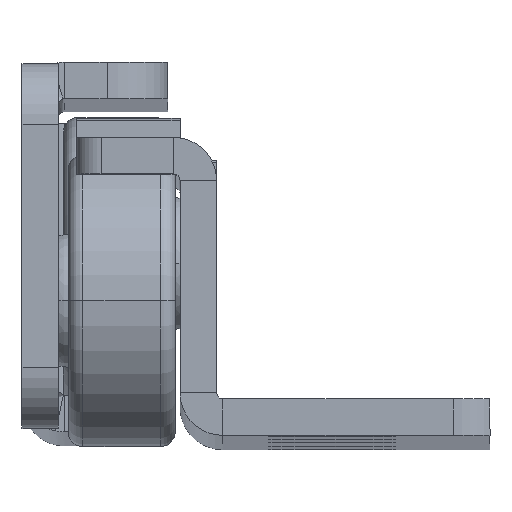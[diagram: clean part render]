
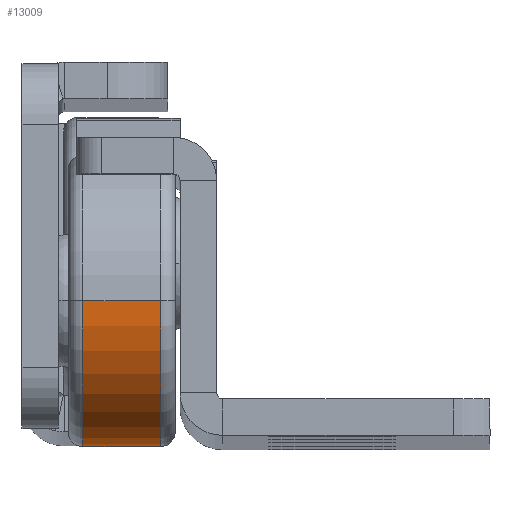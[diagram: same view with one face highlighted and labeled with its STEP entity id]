
A CAD part, top view. The second image highlights one B-rep face of the part: STEP entity #13009.
In plain terms, the highlighted cylindrical face has radius 12 mm (diameter 24 mm), a partial arc.
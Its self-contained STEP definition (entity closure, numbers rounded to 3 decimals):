
#422 = ORIENTED_EDGE ( 'NONE', *, *, #2658, .T. ) ;
#1255 = CARTESIAN_POINT ( 'NONE',  ( 7.6, 0., -12. ) ) ;
#2135 = CARTESIAN_POINT ( 'NONE',  ( 0., 0., -12. ) ) ;
#2366 = AXIS2_PLACEMENT_3D ( 'NONE', #14987, #13337, #13611 ) ;
#2612 = DIRECTION ( 'NONE',  ( -1., 0., 0. ) ) ;
#2658 = EDGE_CURVE ( 'NONE', #18735, #18319, #5112, .T. ) ;
#3374 = LINE ( 'NONE', #6198, #18727 ) ;
#3593 = DIRECTION ( 'NONE',  ( 0., 0., 1. ) ) ;
#4861 = EDGE_CURVE ( 'NONE', #18735, #15150, #3374, .T. ) ;
#5112 = CIRCLE ( 'NONE', #9164, 12. ) ;
#5600 = CARTESIAN_POINT ( 'NONE',  ( 1.2, 0., 12. ) ) ;
#5786 = VECTOR ( 'NONE', #2612, 1000. ) ;
#6198 = CARTESIAN_POINT ( 'NONE',  ( 0., 0., 12. ) ) ;
#6420 = CYLINDRICAL_SURFACE ( 'NONE', #8844, 12. ) ;
#6522 = CARTESIAN_POINT ( 'NONE',  ( 0., 0., 0. ) ) ;
#7751 = EDGE_LOOP ( 'NONE', ( #422, #18182, #15273, #10710 ) ) ;
#8844 = AXIS2_PLACEMENT_3D ( 'NONE', #6522, #18181, #3593 ) ;
#9164 = AXIS2_PLACEMENT_3D ( 'NONE', #9241, #12391, #18362 ) ;
#9237 = DIRECTION ( 'NONE',  ( -1., 0., 0. ) ) ;
#9241 = CARTESIAN_POINT ( 'NONE',  ( 7.6, 0., 0. ) ) ;
#10710 = ORIENTED_EDGE ( 'NONE', *, *, #4861, .F. ) ;
#12391 = DIRECTION ( 'NONE',  ( -1., 0., 0. ) ) ;
#13003 = CIRCLE ( 'NONE', #2366, 12. ) ;
#13009 = ADVANCED_FACE ( 'NONE', ( #13769 ), #6420, .T. ) ;
#13337 = DIRECTION ( 'NONE',  ( -1., 0., 0. ) ) ;
#13611 = DIRECTION ( 'NONE',  ( 0., 0., 1. ) ) ;
#13769 = FACE_OUTER_BOUND ( 'NONE', #7751, .T. ) ;
#14946 = VERTEX_POINT ( 'NONE', #18348 ) ;
#14987 = CARTESIAN_POINT ( 'NONE',  ( 1.2, 0., 0. ) ) ;
#15150 = VERTEX_POINT ( 'NONE', #5600 ) ;
#15202 = CARTESIAN_POINT ( 'NONE',  ( 7.6, 0., 12. ) ) ;
#15273 = ORIENTED_EDGE ( 'NONE', *, *, #17383, .F. ) ;
#16868 = EDGE_CURVE ( 'NONE', #18319, #14946, #17027, .T. ) ;
#17027 = LINE ( 'NONE', #2135, #5786 ) ;
#17383 = EDGE_CURVE ( 'NONE', #15150, #14946, #13003, .T. ) ;
#18181 = DIRECTION ( 'NONE',  ( -1., 0., 0. ) ) ;
#18182 = ORIENTED_EDGE ( 'NONE', *, *, #16868, .T. ) ;
#18319 = VERTEX_POINT ( 'NONE', #1255 ) ;
#18348 = CARTESIAN_POINT ( 'NONE',  ( 1.2, 0., -12. ) ) ;
#18362 = DIRECTION ( 'NONE',  ( 0., 0., 1. ) ) ;
#18727 = VECTOR ( 'NONE', #9237, 1000. ) ;
#18735 = VERTEX_POINT ( 'NONE', #15202 ) ;
